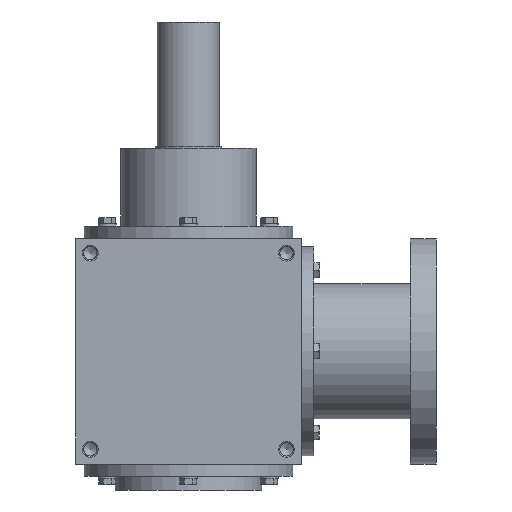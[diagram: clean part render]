
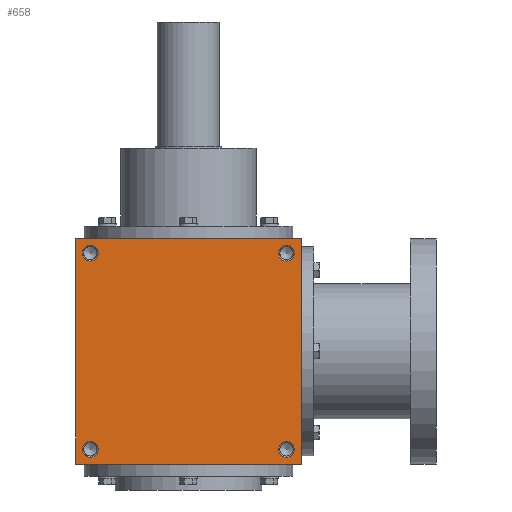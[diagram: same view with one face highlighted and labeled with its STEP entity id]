
A CAD part, front view. The second image highlights one B-rep face of the part: STEP entity #658.
In plain terms, the highlighted planar face has unit normal (0, -1, 0).
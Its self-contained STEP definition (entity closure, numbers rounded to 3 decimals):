
#658 = ADVANCED_FACE( '', ( #1309, #1310, #1311, #1312, #1313 ), #1314, .F. );
#1309 = FACE_BOUND( '', #2010, .T. );
#1310 = FACE_BOUND( '', #2011, .T. );
#1311 = FACE_BOUND( '', #2012, .T. );
#1312 = FACE_BOUND( '', #2013, .T. );
#1313 = FACE_OUTER_BOUND( '', #2014, .T. );
#1314 = PLANE( '', #2015 );
#2010 = EDGE_LOOP( '', ( #3082 ) );
#2011 = EDGE_LOOP( '', ( #3083 ) );
#2012 = EDGE_LOOP( '', ( #3084 ) );
#2013 = EDGE_LOOP( '', ( #3085 ) );
#2014 = EDGE_LOOP( '', ( #3086, #3087, #3088, #3089 ) );
#2015 = AXIS2_PLACEMENT_3D( '', #3090, #3091, #3092 );
#3082 = ORIENTED_EDGE( '', *, *, #3847, .T. );
#3083 = ORIENTED_EDGE( '', *, *, #3952, .T. );
#3084 = ORIENTED_EDGE( '', *, *, #3979, .F. );
#3085 = ORIENTED_EDGE( '', *, *, #3980, .F. );
#3086 = ORIENTED_EDGE( '', *, *, #3981, .T. );
#3087 = ORIENTED_EDGE( '', *, *, #3788, .F. );
#3088 = ORIENTED_EDGE( '', *, *, #3982, .F. );
#3089 = ORIENTED_EDGE( '', *, *, #3983, .T. );
#3090 = CARTESIAN_POINT( '', ( -100., -100., 100. ) );
#3091 = DIRECTION( '', ( 0., 1., 0. ) );
#3092 = DIRECTION( '', ( 0., 0., 1. ) );
#3788 = EDGE_CURVE( '', #4403, #4401, #4405, .T. );
#3847 = EDGE_CURVE( '', #4481, #4481, #4482, .T. );
#3952 = EDGE_CURVE( '', #4623, #4623, #4624, .T. );
#3979 = EDGE_CURVE( '', #4659, #4659, #4660, .T. );
#3980 = EDGE_CURVE( '', #4661, #4661, #4662, .T. );
#3981 = EDGE_CURVE( '', #4663, #4401, #4664, .T. );
#3982 = EDGE_CURVE( '', #4665, #4403, #4666, .T. );
#3983 = EDGE_CURVE( '', #4665, #4663, #4667, .T. );
#4401 = VERTEX_POINT( '', #5155 );
#4403 = VERTEX_POINT( '', #5158 );
#4405 = LINE( '', #5161, #5162 );
#4481 = VERTEX_POINT( '', #5266 );
#4482 = CIRCLE( '', #5267, 7. );
#4623 = VERTEX_POINT( '', #5556 );
#4624 = CIRCLE( '', #5557, 7. );
#4659 = VERTEX_POINT( '', #5616 );
#4660 = CIRCLE( '', #5617, 7. );
#4661 = VERTEX_POINT( '', #5618 );
#4662 = CIRCLE( '', #5619, 7. );
#4663 = VERTEX_POINT( '', #5620 );
#4664 = LINE( '', #5621, #5622 );
#4665 = VERTEX_POINT( '', #5623 );
#4666 = LINE( '', #5624, #5625 );
#4667 = LINE( '', #5626, #5627 );
#5155 = CARTESIAN_POINT( '', ( 100., -100., -100. ) );
#5158 = CARTESIAN_POINT( '', ( 100., -100., 100. ) );
#5161 = CARTESIAN_POINT( '', ( 100., -100., 100. ) );
#5162 = VECTOR( '', #6146, 1000. );
#5266 = CARTESIAN_POINT( '', ( -87., -100., -80. ) );
#5267 = AXIS2_PLACEMENT_3D( '', #6226, #6227, #6228 );
#5556 = CARTESIAN_POINT( '', ( -87., -100., 94. ) );
#5557 = AXIS2_PLACEMENT_3D( '', #6364, #6365, #6366 );
#5616 = CARTESIAN_POINT( '', ( 87., -100., -94. ) );
#5617 = AXIS2_PLACEMENT_3D( '', #6396, #6397, #6398 );
#5618 = CARTESIAN_POINT( '', ( 87., -100., 80. ) );
#5619 = AXIS2_PLACEMENT_3D( '', #6399, #6400, #6401 );
#5620 = CARTESIAN_POINT( '', ( -100., -100., -100. ) );
#5621 = CARTESIAN_POINT( '', ( -100., -100., -100. ) );
#5622 = VECTOR( '', #6402, 1000. );
#5623 = CARTESIAN_POINT( '', ( -100., -100., 100. ) );
#5624 = CARTESIAN_POINT( '', ( -100., -100., 100. ) );
#5625 = VECTOR( '', #6403, 1000. );
#5626 = CARTESIAN_POINT( '', ( -100., -100., 100. ) );
#5627 = VECTOR( '', #6404, 1000. );
#6146 = DIRECTION( '', ( 0., 0., -1. ) );
#6226 = CARTESIAN_POINT( '', ( -87., -100., -87. ) );
#6227 = DIRECTION( '', ( 0., 1., 0. ) );
#6228 = DIRECTION( '', ( 0., 0., 1. ) );
#6364 = CARTESIAN_POINT( '', ( -87., -100., 87. ) );
#6365 = DIRECTION( '', ( 0., 1., 0. ) );
#6366 = DIRECTION( '', ( 0., 0., 1. ) );
#6396 = CARTESIAN_POINT( '', ( 87., -100., -87. ) );
#6397 = DIRECTION( '', ( 0., -1., 0. ) );
#6398 = DIRECTION( '', ( 0., 0., -1. ) );
#6399 = CARTESIAN_POINT( '', ( 87., -100., 87. ) );
#6400 = DIRECTION( '', ( 0., -1., 0. ) );
#6401 = DIRECTION( '', ( 0., 0., -1. ) );
#6402 = DIRECTION( '', ( 1., 0., 0. ) );
#6403 = DIRECTION( '', ( 1., 0., 0. ) );
#6404 = DIRECTION( '', ( 0., 0., -1. ) );
